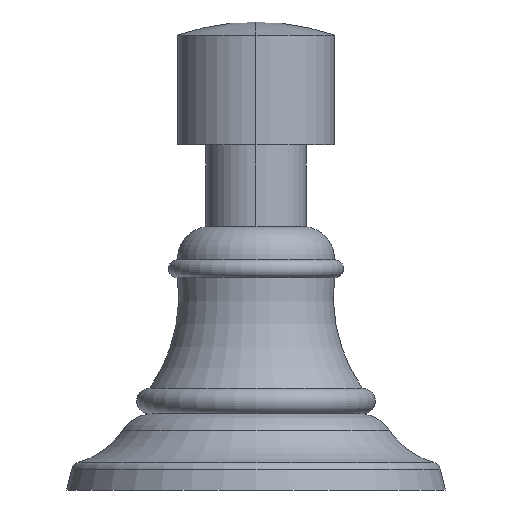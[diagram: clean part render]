
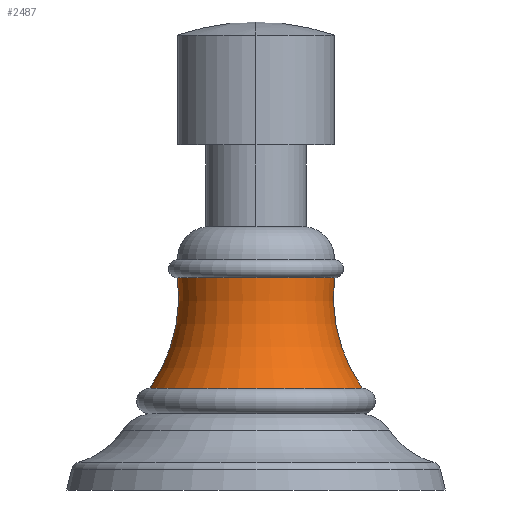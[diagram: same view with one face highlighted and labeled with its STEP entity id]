
A CAD part, left-side view. The second image highlights one B-rep face of the part: STEP entity #2487.
In plain terms, the highlighted toroidal (fillet/blend) face has major radius 37.677 mm and minor radius 25.4 mm.
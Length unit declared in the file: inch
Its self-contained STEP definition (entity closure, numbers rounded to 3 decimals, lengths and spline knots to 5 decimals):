
#2165=CARTESIAN_POINT('',(-9.114,0.,-1.173));
#2166=DIRECTION('',(0.,0.,-1.));
#2167=DIRECTION('',(0.,-1.,0.));
#2168=AXIS2_PLACEMENT_3D('',#2165,#2166,#2167);
#2282=CARTESIAN_POINT('',(-9.114,-1.48334,-1.28826));
#2283=DIRECTION('',(1.,0.,0.));
#2284=DIRECTION('',(0.,0.818,-0.575));
#2285=AXIS2_PLACEMENT_3D('',#2282,#2283,#2284);
#2287=CARTESIAN_POINT('',(-9.114,1.48334,-1.28826));
#2288=DIRECTION('',(-1.,0.,0.));
#2289=DIRECTION('',(0.,-0.818,-0.575));
#2290=AXIS2_PLACEMENT_3D('',#2287,#2288,#2289);
#2297=CARTESIAN_POINT('',(-9.114,0.,-1.863));
#2298=DIRECTION('',(0.,0.,-1.));
#2299=DIRECTION('',(0.,-1.,0.));
#2300=AXIS2_PLACEMENT_3D('',#2297,#2298,#2299);
#2327=CARTESIAN_POINT('',(-9.114,-0.665,-1.863));
#2329=VERTEX_POINT('',#2327);
#2330=CARTESIAN_POINT('',(-9.114,-0.49,-1.173));
#2331=VERTEX_POINT('',#2330);
#2337=CARTESIAN_POINT('',(-9.114,0.665,-1.863));
#2339=VERTEX_POINT('',#2337);
#2340=CARTESIAN_POINT('',(-9.114,0.49,-1.173));
#2341=VERTEX_POINT('',#2340);
#2475=CARTESIAN_POINT('',(-9.114,0.,-1.28826));
#2476=DIRECTION('',(0.,0.,-1.));
#2477=DIRECTION('',(0.,1.,0.));
#2478=AXIS2_PLACEMENT_3D('',#2475,#2476,#2477);
#2479=TOROIDAL_SURFACE('',#2478,1.48334,1.);
#2480=ORIENTED_EDGE('',*,*,#2465,.F.);
#2482=ORIENTED_EDGE('',*,*,#2481,.T.);
#2483=ORIENTED_EDGE('',*,*,#2468,.T.);
#2484=ORIENTED_EDGE('',*,*,#2355,.F.);
#2485=EDGE_LOOP('',(#2480,#2482,#2483,#2484));
#2486=FACE_OUTER_BOUND('',#2485,.F.);
#2487=ADVANCED_FACE('',(#2486),#2479,.F.);
#2169=CIRCLE('',#2168,0.49);
#2286=CIRCLE('',#2285,1.);
#2291=CIRCLE('',#2290,1.);
#2301=CIRCLE('',#2300,0.665);
#2355=EDGE_CURVE('',#2331,#2341,#2169,.T.);
#2465=EDGE_CURVE('',#2329,#2331,#2286,.T.);
#2468=EDGE_CURVE('',#2339,#2341,#2291,.T.);
#2481=EDGE_CURVE('',#2329,#2339,#2301,.T.);
